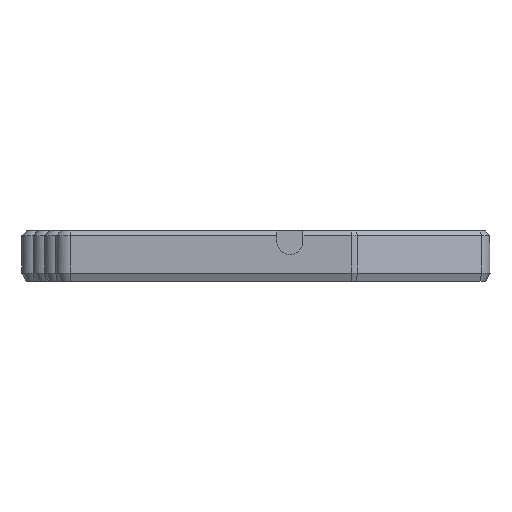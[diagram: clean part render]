
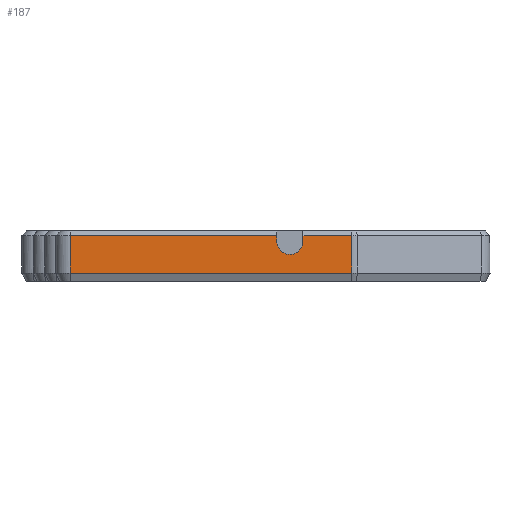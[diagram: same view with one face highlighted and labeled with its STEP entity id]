
A CAD part, left-side view. The second image highlights one B-rep face of the part: STEP entity #187.
In plain terms, the highlighted planar face has unit normal (-1, 0, 0).
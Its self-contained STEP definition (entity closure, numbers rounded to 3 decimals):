
#187=ADVANCED_FACE('',(#345),#2492,.T.);
#345=FACE_OUTER_BOUND('',#511,.T.);
#511=EDGE_LOOP('',(#1178,#1179,#1180,#1181,#1182,#1183,#1184,#1185));
#1178=ORIENTED_EDGE('',*,*,#1450,.T.);
#1179=ORIENTED_EDGE('',*,*,#1460,.F.);
#1180=ORIENTED_EDGE('',*,*,#1541,.F.);
#1181=ORIENTED_EDGE('',*,*,#1602,.T.);
#1182=ORIENTED_EDGE('',*,*,#1652,.T.);
#1183=ORIENTED_EDGE('',*,*,#1631,.F.);
#1184=ORIENTED_EDGE('',*,*,#1697,.F.);
#1185=ORIENTED_EDGE('',*,*,#1455,.F.);
#1450=EDGE_CURVE('',#2195,#2196,#1938,.T.);
#1455=EDGE_CURVE('',#2195,#2199,#1943,.T.);
#1460=EDGE_CURVE('',#2202,#2196,#1948,.T.);
#1541=EDGE_CURVE('',#2257,#2202,#2002,.T.);
#1602=EDGE_CURVE('',#2257,#2295,#1802,.T.);
#1631=EDGE_CURVE('',#2281,#2309,#2058,.T.);
#1652=EDGE_CURVE('',#2295,#2309,#2068,.T.);
#1697=EDGE_CURVE('',#2199,#2281,#2093,.T.);
#1802=(
BOUNDED_CURVE()
B_SPLINE_CURVE(1,(#4191,#4192),.UNSPECIFIED.,.F.,.F.)
B_SPLINE_CURVE_WITH_KNOTS((2,2),(1.,8.9),.UNSPECIFIED.)
CURVE()
GEOMETRIC_REPRESENTATION_ITEM()
RATIONAL_B_SPLINE_CURVE((1.,1.))
REPRESENTATION_ITEM('')
);
#1938=B_SPLINE_CURVE_WITH_KNOTS('',3,(#3776,#3777,#3778,#3779,#3780,#3781,
#3782,#3783,#3784,#3785,#3786,#3787,#3788,#3789,#3790,#3791,#3792,#3793,
#3794,#3795,#3796,#3797,#3798),.UNSPECIFIED.,.F.,.F.,(4,2,2,2,2,3,2,2,2,
2,4),(0.,1.086,2.172,3.259,3.8,
4.342,4.895,5.426,6.512,7.598,
8.685),.UNSPECIFIED.);
#1943=B_SPLINE_CURVE_WITH_KNOTS('',1,(#3807,#3808),.UNSPECIFIED.,.F.,.F.,
(2,2),(0.,0.98),.UNSPECIFIED.);
#1948=B_SPLINE_CURVE_WITH_KNOTS('',1,(#3817,#3818),.UNSPECIFIED.,.F.,.F.,
(2,2),(-0.98,0.),.UNSPECIFIED.);
#2002=B_SPLINE_CURVE_WITH_KNOTS('',1,(#4009,#4010),.UNSPECIFIED.,.F.,.F.,
(2,2),(0.,43.567),.UNSPECIFIED.);
#2058=B_SPLINE_CURVE_WITH_KNOTS('',1,(#4256,#4257),.UNSPECIFIED.,.F.,.F.,
(2,2),(1.,8.9),.UNSPECIFIED.);
#2068=B_SPLINE_CURVE_WITH_KNOTS('',1,(#4303,#4304),.UNSPECIFIED.,.F.,.F.,
(2,2),(-229.327,-169.085),.UNSPECIFIED.);
#2093=B_SPLINE_CURVE_WITH_KNOTS('',1,(#4401,#4402),.UNSPECIFIED.,.F.,.F.,
(2,2),(49.067,59.346),.UNSPECIFIED.);
#2195=VERTEX_POINT('',#3173);
#2196=VERTEX_POINT('',#3174);
#2199=VERTEX_POINT('',#3177);
#2202=VERTEX_POINT('',#3180);
#2257=VERTEX_POINT('',#3235);
#2281=VERTEX_POINT('',#3259);
#2295=VERTEX_POINT('',#3273);
#2309=VERTEX_POINT('',#3287);
#2492=PLANE('',#2648);
#2648=AXIS2_PLACEMENT_3D('',#3064,#2787,$);
#2787=DIRECTION('',(-1.,0.,0.));
#3064=CARTESIAN_POINT('',(-316.584,506.754,11.18));
#3173=CARTESIAN_POINT('',(-316.584,457.687,9.95));
#3174=CARTESIAN_POINT('',(-316.584,463.187,9.95));
#3177=CARTESIAN_POINT('',(-316.584,457.687,11.18));
#3180=CARTESIAN_POINT('',(-316.584,463.187,11.18));
#3235=CARTESIAN_POINT('',(-316.584,506.754,11.18));
#3259=CARTESIAN_POINT('',(-316.584,447.408,11.18));
#3273=CARTESIAN_POINT('',(-316.584,506.754,3.28));
#3287=CARTESIAN_POINT('',(-316.584,447.408,3.28));
#3776=CARTESIAN_POINT('',(-316.584,457.687,9.95));
#3777=CARTESIAN_POINT('',(-316.584,457.687,9.589));
#3778=CARTESIAN_POINT('',(-316.584,457.758,9.231));
#3779=CARTESIAN_POINT('',(-316.584,458.034,8.564));
#3780=CARTESIAN_POINT('',(-316.584,458.237,8.261));
#3781=CARTESIAN_POINT('',(-316.584,458.747,7.75));
#3782=CARTESIAN_POINT('',(-316.584,459.051,7.548));
#3783=CARTESIAN_POINT('',(-316.584,459.551,7.34));
#3784=CARTESIAN_POINT('',(-316.584,459.724,7.288));
#3785=CARTESIAN_POINT('',(-316.584,460.077,7.218));
#3786=CARTESIAN_POINT('',(-316.584,460.257,7.2));
#3787=CARTESIAN_POINT('',(-316.584,460.437,7.2));
#3788=CARTESIAN_POINT('',(-316.584,460.62,7.2));
#3789=CARTESIAN_POINT('',(-316.584,460.803,7.218));
#3790=CARTESIAN_POINT('',(-316.584,461.157,7.29));
#3791=CARTESIAN_POINT('',(-316.584,461.326,7.342));
#3792=CARTESIAN_POINT('',(-316.584,461.823,7.548));
#3793=CARTESIAN_POINT('',(-316.584,462.126,7.75));
#3794=CARTESIAN_POINT('',(-316.584,462.637,8.261));
#3795=CARTESIAN_POINT('',(-316.584,462.839,8.564));
#3796=CARTESIAN_POINT('',(-316.584,463.116,9.231));
#3797=CARTESIAN_POINT('',(-316.584,463.187,9.589));
#3798=CARTESIAN_POINT('',(-316.584,463.187,9.95));
#3807=CARTESIAN_POINT('',(-316.584,457.687,9.95));
#3808=CARTESIAN_POINT('',(-316.584,457.687,11.18));
#3817=CARTESIAN_POINT('',(-316.584,463.187,11.18));
#3818=CARTESIAN_POINT('',(-316.584,463.187,9.95));
#4009=CARTESIAN_POINT('',(-316.584,506.754,11.18));
#4010=CARTESIAN_POINT('',(-316.584,463.187,11.18));
#4191=CARTESIAN_POINT('',(-316.584,506.754,11.18));
#4192=CARTESIAN_POINT('',(-316.584,506.754,3.28));
#4256=CARTESIAN_POINT('',(-316.584,447.408,11.18));
#4257=CARTESIAN_POINT('',(-316.584,447.408,3.28));
#4303=CARTESIAN_POINT('',(-316.584,506.754,3.28));
#4304=CARTESIAN_POINT('',(-316.584,447.408,3.28));
#4401=CARTESIAN_POINT('',(-316.584,457.687,11.18));
#4402=CARTESIAN_POINT('',(-316.584,447.408,11.18));
